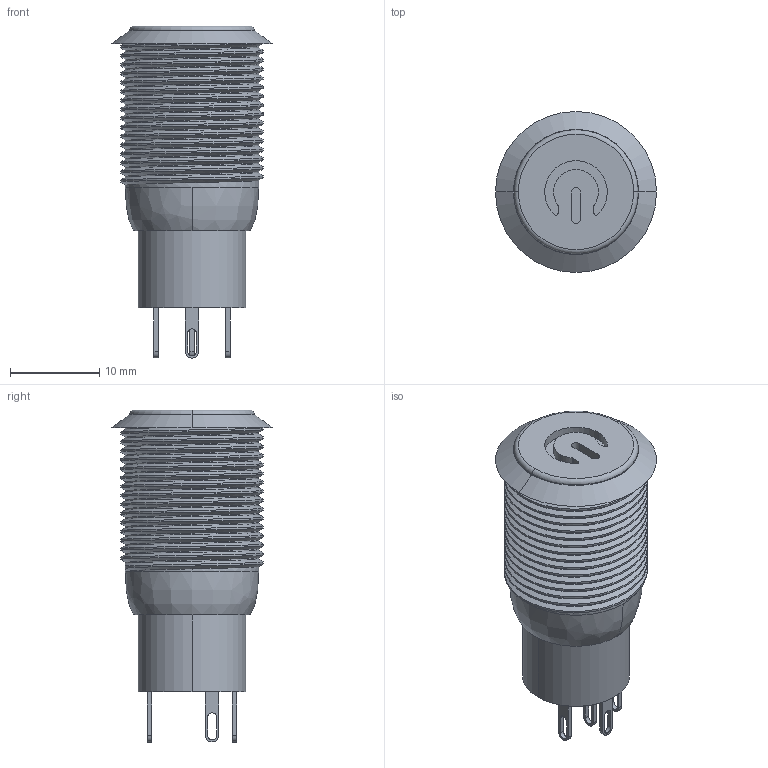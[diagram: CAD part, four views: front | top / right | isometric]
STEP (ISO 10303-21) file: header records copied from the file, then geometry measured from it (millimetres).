
FILE_DESCRIPTION (( 'STEP AP203' ), '1' );
FILE_NAME ('SmallPowerSwitch.STEP', '2026-02-27T18:58:55', ( '' ), ( '' ), 'SwSTEP 2.0', 'SolidWorks 2024', '' );
FILE_SCHEMA (( 'CONFIG_CONTROL_DESIGN' ));
Length unit declared in the file: millimetre
Products named in the file (1): SmallPowerSwitch
Bounding box: 18 x 18 x 37.1 mm (x, y, z)
Volume: 1847.1 mm3; surface area: 3891.4 mm2
Topology: 1 solids, 2 shells, 143 faces, 367 edges, 241 vertices
Faces by surface type: cylinder 80, plane 47, bspline 8, cone 6, torus 2
Entity records: 6945 total; most frequent: CARTESIAN_POINT 3511, ORIENTED_EDGE 734, DIRECTION 675, EDGE_CURVE 367, AXIS2_PLACEMENT_3D 251, VERTEX_POINT 241, VECTOR 173, LINE 173
